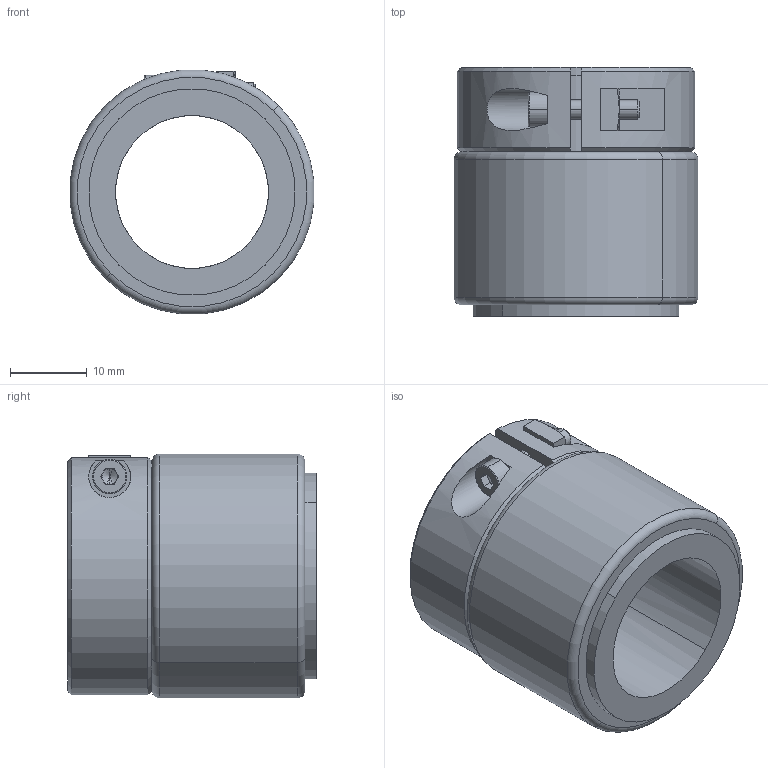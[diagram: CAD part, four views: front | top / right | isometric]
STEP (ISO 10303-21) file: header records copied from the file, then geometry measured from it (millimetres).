
FILE_DESCRIPTION (( 'STEP AP203' ), '1' );
FILE_NAME ('MAG-PM3220C-08P-ID20.STEP', '2020-06-10T08:01:16', ( '' ), ( '' ), 'SwSTEP 2.0', 'SolidWorks 2019', '' );
FILE_SCHEMA (( 'CONFIG_CONTROL_DESIGN' ));
Length unit declared in the file: millimetre
Products named in the file (7): MAG-PM3220C-08P-ID20; MAG-BSC-OD27-ID20-L32-5 磁性環襯套; MAG-3220-磁圈; MAG-RSC-OD31-ID21.5-L10-M2.5 束緊環; square nut_jis_JIS B 1163 M3 --S; hexagon socket head cap screw_jis_JIS B 1176 M2.5 x 12 (12) --C
Assembly tree (6 placements, depth 3):
  MAG-PM3220C-08P-ID20
    MAG-RSC-OD31-ID21.5-L10-M2.5 束緊環
      MAG-RSC-OD31-ID21.5-L10-M2.5 束緊環
      hexagon socket head cap screw_jis_JIS B 1176 M2.5 x 12 (12) --C
      square nut_jis_JIS B 1163 M3 --S
    MAG-3220-磁圈
    MAG-BSC-OD27-ID20-L32-5 磁性環襯套
Bounding box: 31.88 x 32.5 x 31.88 mm (x, y, z)
Volume: 14621.6 mm3; surface area: 11930.2 mm2
Topology: 5 solids, 5 shells, 158 faces, 375 edges, 229 vertices
Faces by surface type: plane 64, cylinder 47, cone 39, torus 8
Entity records: 5351 total; most frequent: CARTESIAN_POINT 875, DIRECTION 844, ORIENTED_EDGE 746, EDGE_CURVE 373, AXIS2_PLACEMENT_3D 322, VERTEX_POINT 229, LINE 200, VECTOR 200
